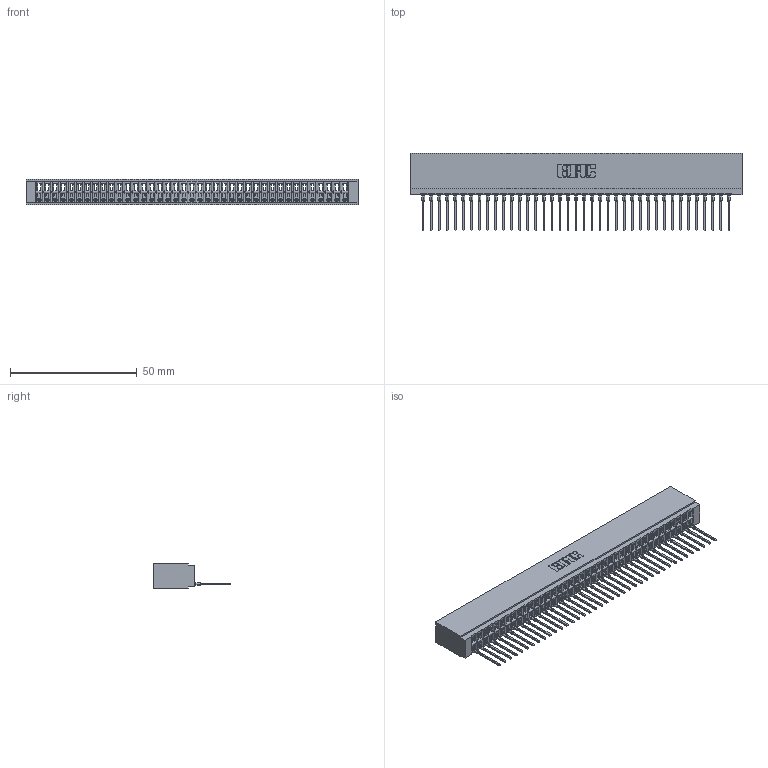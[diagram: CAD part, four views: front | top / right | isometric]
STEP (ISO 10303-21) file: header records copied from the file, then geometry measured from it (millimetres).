
FILE_DESCRIPTION (( 'STEP AP203' ), '1' );
FILE_NAME ('746-039-545-501.STEP', '2026-03-04T15:41:50', ( '' ), ( '' ), 'SwSTEP 2.0', 'SolidWorks 2023', '' );
FILE_SCHEMA (( 'CONFIG_CONTROL_DESIGN' ));
Length unit declared in the file: millimetre
Products named in the file (3): 746-292-001_545; 746 Part_.340 Slot Depth - 01; 746-039-545-501
Assembly tree (40 placements, depth 2):
  746-039-545-501
    746 Part_.340 Slot Depth - 01
    746-292-001_545  x39
Bounding box: 131.06 x 30.59 x 9.91 mm (x, y, z)
Volume: 14838.7 mm3; surface area: 20524.4 mm2
Topology: 40 solids, 40 shells, 4309 faces, 12236 edges, 7858 vertices
Faces by surface type: plane 2512, cylinder 783, bspline 780, torus 234
Entity records: 59355 total; most frequent: CARTESIAN_POINT 12036, ORIENTED_EDGE 10412, DIRECTION 8620, EDGE_CURVE 5206, VECTOR 4632, LINE 4632, VERTEX_POINT 3450, AXIS2_PLACEMENT_3D 1994
